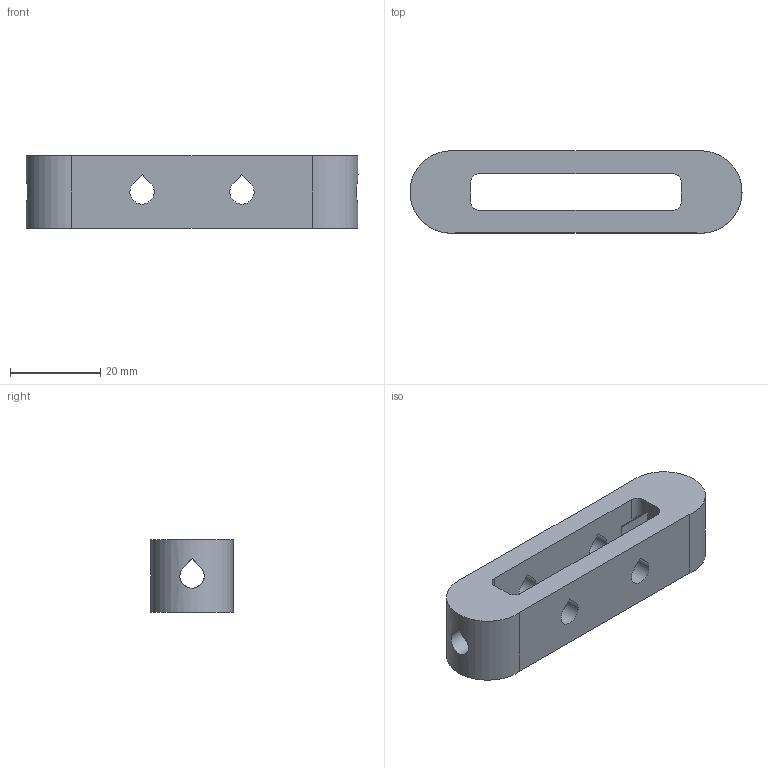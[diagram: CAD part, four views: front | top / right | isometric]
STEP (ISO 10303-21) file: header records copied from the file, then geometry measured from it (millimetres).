
FILE_DESCRIPTION( ( 'Unknown' ), '1' );
FILE_NAME( 'Z-studding-tie.stp', 'Unknown', ( 'Ed Sells' ), ( 'University of Bath' ), 'XStep 1.0', 'Solid Edge v19', ' ' );
FILE_SCHEMA( ( 'CONFIG_CONTROL_DESIGN' ) );
Length unit declared in the file: millimetre
Products named in the file (1): 1
Bounding box: 73.68 x 18.29 x 16 mm (x, y, z)
Volume: 12799.5 mm3; surface area: 6842.5 mm2
Topology: 1 solids, 1 shells, 68 faces, 198 edges, 132 vertices
Faces by surface type: plane 42, cylinder 26
Entity records: 2454 total; most frequent: CARTESIAN_POINT 545, ORIENTED_EDGE 396, DIRECTION 380, EDGE_CURVE 198, LINE 134, VECTOR 134, VERTEX_POINT 132, AXIS2_PLACEMENT_3D 123
